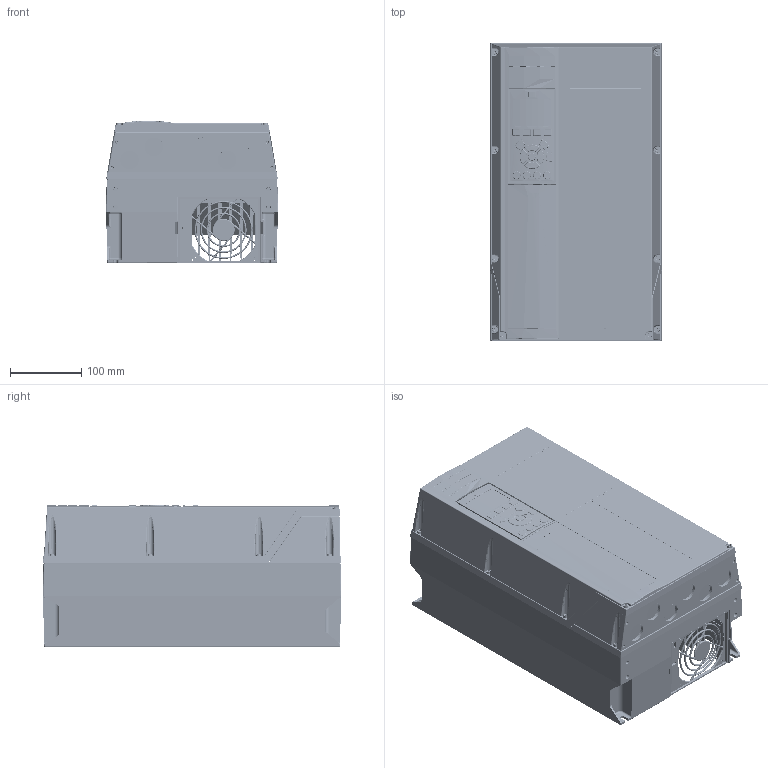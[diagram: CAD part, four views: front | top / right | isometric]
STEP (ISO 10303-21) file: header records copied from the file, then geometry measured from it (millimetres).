
FILE_DESCRIPTION((''),'2;1');
FILE_NAME('DANFOSS-FC300-A5-010','2019-10-23T',('U322080'),(''),'CREO PARAMETRIC BY PTC INC, 2018070','CREO PARAMETRIC BY PTC INC, 2018070','');
FILE_SCHEMA(('CONFIG_CONTROL_DESIGN'));
Products named in the file (1): DANFOSS-FC300-A5-010
Bounding box: 242 x 420.24 x 200.24 mm (x, y, z)
Volume: 14362029.7 mm3; surface area: 1575119.1 mm2
Topology: 54 solids, 54 shells, 6877 faces, 17240 edges, 10453 vertices
Faces by surface type: plane 2167, cylinder 2070, bspline 1488, torus 474, cone 295, extrusion 204, sphere 179
Entity records: 371504 total; most frequent: CARTESIAN_POINT 182019, ORIENTED_EDGE 34234, DIRECTION 25606, EDGE_CURVE 17117, VERTEX_POINT 10453, AXIS2_PLACEMENT_3D 8870, VECTOR 7866, LINE 7662
